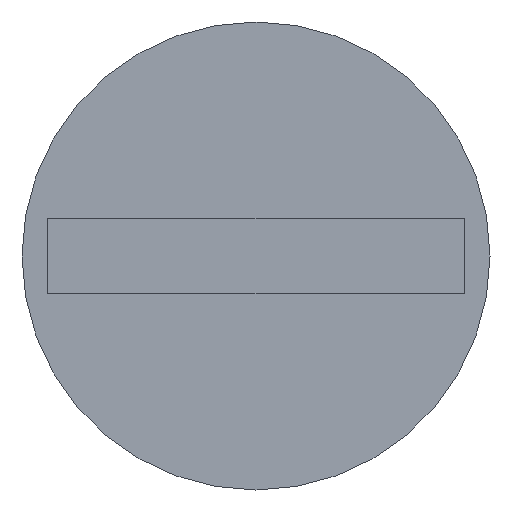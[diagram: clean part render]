
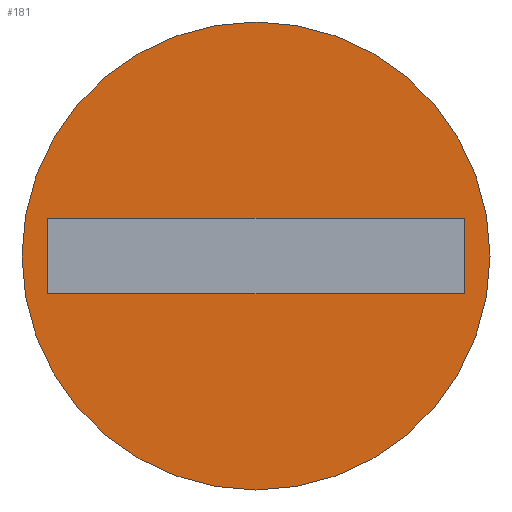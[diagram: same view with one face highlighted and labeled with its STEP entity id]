
A CAD part, front view. The second image highlights one B-rep face of the part: STEP entity #181.
In plain terms, the highlighted planar face has unit normal (0, -1, 0).
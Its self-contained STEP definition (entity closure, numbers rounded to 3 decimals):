
#17=FACE_BOUND('',#53,.T.);
#23=CIRCLE('',#218,3.);
#38=FACE_OUTER_BOUND('',#52,.T.);
#52=EDGE_LOOP('',(#156));
#53=EDGE_LOOP('',(#157,#158,#159,#160));
#54=LINE('',#277,#69);
#58=LINE('',#285,#73);
#61=LINE('',#291,#76);
#64=LINE('',#296,#79);
#69=VECTOR('',#224,10.);
#73=VECTOR('',#230,10.);
#76=VECTOR('',#235,10.);
#79=VECTOR('',#240,10.);
#84=VERTEX_POINT('',#275);
#85=VERTEX_POINT('',#276);
#88=VERTEX_POINT('',#284);
#90=VERTEX_POINT('',#290);
#97=VERTEX_POINT('',#317);
#98=EDGE_CURVE('',#84,#85,#54,.T.);
#102=EDGE_CURVE('',#85,#88,#58,.T.);
#105=EDGE_CURVE('',#88,#90,#61,.T.);
#108=EDGE_CURVE('',#90,#84,#64,.T.);
#117=EDGE_CURVE('',#97,#97,#23,.T.);
#156=ORIENTED_EDGE('',*,*,#117,.T.);
#157=ORIENTED_EDGE('',*,*,#98,.T.);
#158=ORIENTED_EDGE('',*,*,#102,.T.);
#159=ORIENTED_EDGE('',*,*,#105,.T.);
#160=ORIENTED_EDGE('',*,*,#108,.T.);
#169=PLANE('',#219);
#181=ADVANCED_FACE('',(#38,#17),#169,.T.);
#218=AXIS2_PLACEMENT_3D('',#318,#268,#269);
#219=AXIS2_PLACEMENT_3D('',#320,#271,#272);
#224=DIRECTION('',(0.,0.,1.));
#230=DIRECTION('',(1.,0.,0.));
#235=DIRECTION('',(0.,0.,-1.));
#240=DIRECTION('',(-1.,0.,0.));
#268=DIRECTION('center_axis',(0.,-1.,0.));
#269=DIRECTION('ref_axis',(1.,0.,0.));
#271=DIRECTION('center_axis',(0.,-1.,0.));
#272=DIRECTION('ref_axis',(0.,0.,-1.));
#275=CARTESIAN_POINT('',(-2.673,-3.48,-0.485));
#276=CARTESIAN_POINT('',(-2.673,-3.48,0.485));
#277=CARTESIAN_POINT('',(-2.673,-3.48,0.242));
#284=CARTESIAN_POINT('',(2.673,-3.48,0.485));
#285=CARTESIAN_POINT('',(1.337,-3.48,0.485));
#290=CARTESIAN_POINT('',(2.673,-3.48,-0.485));
#291=CARTESIAN_POINT('',(2.673,-3.48,-0.242));
#296=CARTESIAN_POINT('',(-1.337,-3.48,-0.485));
#317=CARTESIAN_POINT('',(0.,-3.48,3.));
#318=CARTESIAN_POINT('Origin',(0.,-3.48,0.));
#320=CARTESIAN_POINT('Origin',(0.,-3.48,0.));
